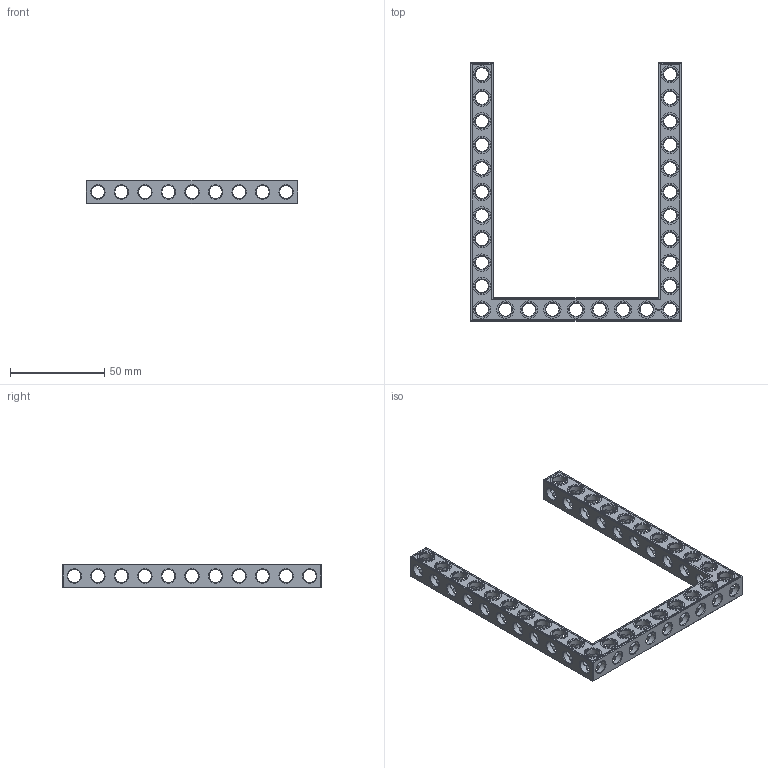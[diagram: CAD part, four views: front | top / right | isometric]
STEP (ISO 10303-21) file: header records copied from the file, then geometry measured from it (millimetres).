
FILE_DESCRIPTION(('FreeCAD Model'),'2;1');
FILE_NAME('Open CASCADE Shape Model','2022-02-25T09:47:47',('Author'),( ''),'Open CASCADE STEP processor 7.5','FreeCAD','Unknown');
FILE_SCHEMA(('AUTOMOTIVE_DESIGN { 1 0 10303 214 1 1 1 1 }'));
Products named in the file (1): Beam AGD ESS USH SYM BU09x11x01 - SPN-BEM-0432 (stemfie.org)
Bounding box: 112.5 x 137.5 x 12.5 mm (x, y, z)
Volume: 28338.3 mm3; surface area: 25352.8 mm2
Topology: 1 solids, 1 shells, 858 faces, 2575 edges, 1665 vertices
Faces by surface type: plane 413, cylinder 175, extrusion 152, cone 118
Full cylindrical faces by diameter (mm): 6.98 x24, 7 x122, 9.2 x29
Entity records: 168397 total; most frequent: CARTESIAN_POINT 120191, DIRECTION 7805, ORIENTED_EDGE 5150, PCURVE 5150, DEFINITIONAL_REPRESENTATION 5150, VECTOR 5090, LINE 4938, EDGE_CURVE 2575
